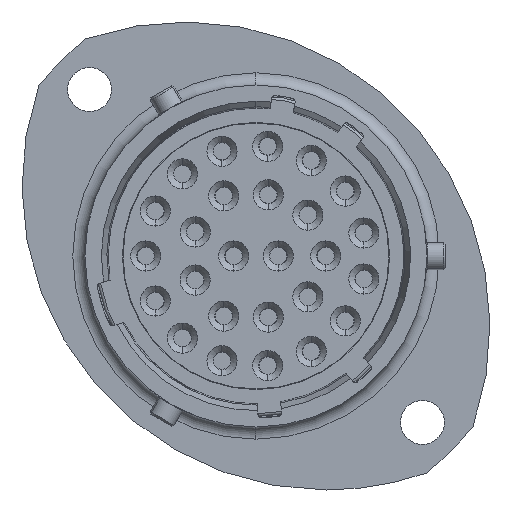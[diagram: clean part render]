
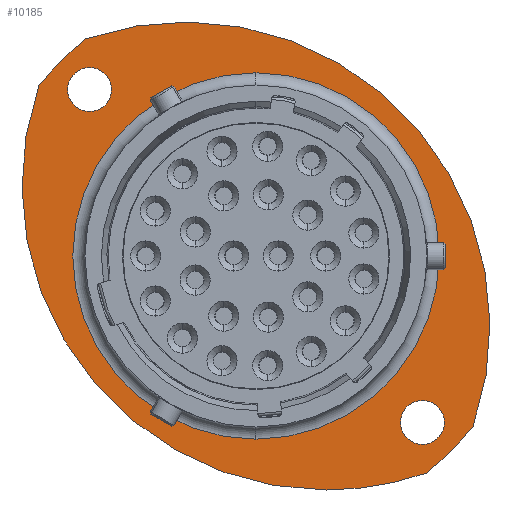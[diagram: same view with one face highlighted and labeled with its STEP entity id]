
A CAD part, left-side view. The second image highlights one B-rep face of the part: STEP entity #10185.
In plain terms, the highlighted planar face has unit normal (-1, 0, 0).
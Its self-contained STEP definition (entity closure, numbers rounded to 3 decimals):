
#282 = AXIS2_PLACEMENT_3D ( 'NONE', #11550, #7232, #789 ) ;
#375 = AXIS2_PLACEMENT_3D ( 'NONE', #17771, #26729, #7117 ) ;
#409 = EDGE_CURVE ( 'NONE', #24412, #24165, #2050, .T. ) ;
#487 = AXIS2_PLACEMENT_3D ( 'NONE', #7544, #16215, #24703 ) ;
#573 = AXIS2_PLACEMENT_3D ( 'NONE', #5405, #16253, #27100 ) ;
#631 = VERTEX_POINT ( 'NONE', #4145 ) ;
#789 = DIRECTION ( 'NONE',  ( 0., 0., -1. ) ) ;
#1064 = VERTEX_POINT ( 'NONE', #19981 ) ;
#1112 = AXIS2_PLACEMENT_3D ( 'NONE', #21416, #2139, #6286 ) ;
#2050 = CIRCLE ( 'NONE', #487, 1.625 ) ;
#2139 = DIRECTION ( 'NONE',  ( -1., 0., 0. ) ) ;
#2620 = FACE_OUTER_BOUND ( 'NONE', #27956, .T. ) ;
#2716 = CARTESIAN_POINT ( 'NONE',  ( 15.98, 0., 0. ) ) ;
#2932 = CARTESIAN_POINT ( 'NONE',  ( 15.98, 16.055, 12.585 ) ) ;
#2970 = EDGE_CURVE ( 'NONE', #9055, #631, #26814, .T. ) ;
#3093 = CIRCLE ( 'NONE', #23244, 1.625 ) ;
#3597 = AXIS2_PLACEMENT_3D ( 'NONE', #20214, #24542, #20128 ) ;
#3649 = EDGE_CURVE ( 'NONE', #1064, #16415, #15600, .T. ) ;
#3680 = VERTEX_POINT ( 'NONE', #26111 ) ;
#4145 = CARTESIAN_POINT ( 'NONE',  ( 15.98, -16.055, -12.585 ) ) ;
#4192 = CARTESIAN_POINT ( 'NONE',  ( 15.98, 12.304, 10.679 ) ) ;
#4757 = CIRCLE ( 'NONE', #13575, 22.5 ) ;
#5030 = CARTESIAN_POINT ( 'NONE',  ( 15.98, -5.197, 5.197 ) ) ;
#5215 = CARTESIAN_POINT ( 'NONE',  ( 15.98, 12.585, 16.055 ) ) ;
#5405 = CARTESIAN_POINT ( 'NONE',  ( 15.98, 0., 0. ) ) ;
#5819 = EDGE_CURVE ( 'NONE', #16415, #1064, #20905, .T. ) ;
#6286 = DIRECTION ( 'NONE',  ( 0., 0., -1. ) ) ;
#6427 = CIRCLE ( 'NONE', #24675, 22.5 ) ;
#6573 = DIRECTION ( 'NONE',  ( 0., 0., -1. ) ) ;
#7084 = DIRECTION ( 'NONE',  ( 0., 0., 1. ) ) ;
#7117 = DIRECTION ( 'NONE',  ( 0., 0., -1. ) ) ;
#7232 = DIRECTION ( 'NONE',  ( -1., 0., 0. ) ) ;
#7362 = EDGE_CURVE ( 'NONE', #11155, #17932, #23034, .T. ) ;
#7534 = EDGE_CURVE ( 'NONE', #631, #11155, #4757, .T. ) ;
#7544 = CARTESIAN_POINT ( 'NONE',  ( 15.98, -12.304, -12.304 ) ) ;
#7722 = EDGE_LOOP ( 'NONE', ( #24877, #20171 ) ) ;
#8466 = ORIENTED_EDGE ( 'NONE', *, *, #11076, .T. ) ;
#8678 = CARTESIAN_POINT ( 'NONE',  ( 15.98, 0., 0. ) ) ;
#9055 = VERTEX_POINT ( 'NONE', #21732 ) ;
#9633 = VERTEX_POINT ( 'NONE', #26725 ) ;
#10185 = ADVANCED_FACE ( 'NONE', ( #13386, #11738, #25273, #2620 ), #26605, .F. ) ;
#10706 = CARTESIAN_POINT ( 'NONE',  ( 15.98, -12.304, -12.304 ) ) ;
#10875 = DIRECTION ( 'NONE',  ( -1., 0., 0. ) ) ;
#11076 = EDGE_CURVE ( 'NONE', #9633, #9055, #6427, .T. ) ;
#11155 = VERTEX_POINT ( 'NONE', #5215 ) ;
#11550 = CARTESIAN_POINT ( 'NONE',  ( 15.98, 12.304, 12.304 ) ) ;
#11607 = DIRECTION ( 'NONE',  ( 0., 0., -1. ) ) ;
#11678 = CARTESIAN_POINT ( 'NONE',  ( 15.98, 0., -13.545 ) ) ;
#11738 = FACE_BOUND ( 'NONE', #7722, .T. ) ;
#12368 = AXIS2_PLACEMENT_3D ( 'NONE', #17737, #15549, #13631 ) ;
#12925 = CIRCLE ( 'NONE', #3597, 1.625 ) ;
#13386 = FACE_BOUND ( 'NONE', #19770, .T. ) ;
#13575 = AXIS2_PLACEMENT_3D ( 'NONE', #21826, #10875, #21475 ) ;
#13631 = DIRECTION ( 'NONE',  ( 0., 0., -1. ) ) ;
#14013 = ORIENTED_EDGE ( 'NONE', *, *, #25757, .F. ) ;
#14380 = ORIENTED_EDGE ( 'NONE', *, *, #16160, .F. ) ;
#15131 = CIRCLE ( 'NONE', #1112, 22.5 ) ;
#15199 = CARTESIAN_POINT ( 'NONE',  ( 15.98, -12.304, -13.929 ) ) ;
#15243 = DIRECTION ( 'NONE',  ( -1., 0., 0. ) ) ;
#15549 = DIRECTION ( 'NONE',  ( 1., 0., 0. ) ) ;
#15600 = CIRCLE ( 'NONE', #27800, 13.545 ) ;
#16160 = EDGE_CURVE ( 'NONE', #24165, #24412, #3093, .T. ) ;
#16215 = DIRECTION ( 'NONE',  ( -1., 0., 0. ) ) ;
#16253 = DIRECTION ( 'NONE',  ( -1., 0., 0. ) ) ;
#16415 = VERTEX_POINT ( 'NONE', #11678 ) ;
#16722 = ORIENTED_EDGE ( 'NONE', *, *, #27624, .T. ) ;
#17260 = DIRECTION ( 'NONE',  ( 1., 0., 0. ) ) ;
#17737 = CARTESIAN_POINT ( 'NONE',  ( 15.98, 12.645, 0. ) ) ;
#17771 = CARTESIAN_POINT ( 'NONE',  ( 15.98, 0., 0. ) ) ;
#17814 = EDGE_LOOP ( 'NONE', ( #14013, #20437 ) ) ;
#17932 = VERTEX_POINT ( 'NONE', #2932 ) ;
#18601 = ORIENTED_EDGE ( 'NONE', *, *, #7534, .T. ) ;
#19770 = EDGE_LOOP ( 'NONE', ( #14380, #27406 ) ) ;
#19981 = CARTESIAN_POINT ( 'NONE',  ( 15.98, 0., 13.545 ) ) ;
#20128 = DIRECTION ( 'NONE',  ( 0., 0., -1. ) ) ;
#20171 = ORIENTED_EDGE ( 'NONE', *, *, #3649, .T. ) ;
#20214 = CARTESIAN_POINT ( 'NONE',  ( 15.98, 12.304, 12.304 ) ) ;
#20437 = ORIENTED_EDGE ( 'NONE', *, *, #21455, .F. ) ;
#20905 = CIRCLE ( 'NONE', #375, 13.545 ) ;
#21416 = CARTESIAN_POINT ( 'NONE',  ( 15.98, -5.197, 5.197 ) ) ;
#21455 = EDGE_CURVE ( 'NONE', #3680, #23611, #12925, .T. ) ;
#21475 = DIRECTION ( 'NONE',  ( 0., 0., -1. ) ) ;
#21732 = CARTESIAN_POINT ( 'NONE',  ( 15.98, -12.585, -16.055 ) ) ;
#21826 = CARTESIAN_POINT ( 'NONE',  ( 15.98, 5.197, -5.197 ) ) ;
#21969 = CIRCLE ( 'NONE', #282, 1.625 ) ;
#22468 = DIRECTION ( 'NONE',  ( -1., 0., 0. ) ) ;
#23034 = CIRCLE ( 'NONE', #573, 20.4 ) ;
#23244 = AXIS2_PLACEMENT_3D ( 'NONE', #10706, #15243, #6573 ) ;
#23393 = CARTESIAN_POINT ( 'NONE',  ( 15.98, -12.304, -10.679 ) ) ;
#23611 = VERTEX_POINT ( 'NONE', #4192 ) ;
#23946 = DIRECTION ( 'NONE',  ( 0., 0., -1. ) ) ;
#23956 = AXIS2_PLACEMENT_3D ( 'NONE', #2716, #24338, #7084 ) ;
#24165 = VERTEX_POINT ( 'NONE', #15199 ) ;
#24338 = DIRECTION ( 'NONE',  ( -1., 0., 0. ) ) ;
#24412 = VERTEX_POINT ( 'NONE', #23393 ) ;
#24542 = DIRECTION ( 'NONE',  ( -1., 0., 0. ) ) ;
#24675 = AXIS2_PLACEMENT_3D ( 'NONE', #5030, #22468, #11607 ) ;
#24703 = DIRECTION ( 'NONE',  ( 0., 0., -1. ) ) ;
#24877 = ORIENTED_EDGE ( 'NONE', *, *, #5819, .T. ) ;
#25273 = FACE_BOUND ( 'NONE', #17814, .T. ) ;
#25757 = EDGE_CURVE ( 'NONE', #23611, #3680, #21969, .T. ) ;
#26111 = CARTESIAN_POINT ( 'NONE',  ( 15.98, 12.304, 13.929 ) ) ;
#26117 = ORIENTED_EDGE ( 'NONE', *, *, #2970, .T. ) ;
#26605 = PLANE ( 'NONE',  #12368 ) ;
#26725 = CARTESIAN_POINT ( 'NONE',  ( 15.98, -5.197, -17.303 ) ) ;
#26729 = DIRECTION ( 'NONE',  ( 1., 0., 0. ) ) ;
#26814 = CIRCLE ( 'NONE', #23956, 20.4 ) ;
#27100 = DIRECTION ( 'NONE',  ( 0., 0., 1. ) ) ;
#27406 = ORIENTED_EDGE ( 'NONE', *, *, #409, .F. ) ;
#27556 = ORIENTED_EDGE ( 'NONE', *, *, #7362, .T. ) ;
#27624 = EDGE_CURVE ( 'NONE', #17932, #9633, #15131, .T. ) ;
#27800 = AXIS2_PLACEMENT_3D ( 'NONE', #8678, #17260, #23946 ) ;
#27956 = EDGE_LOOP ( 'NONE', ( #16722, #8466, #26117, #18601, #27556 ) ) ;
